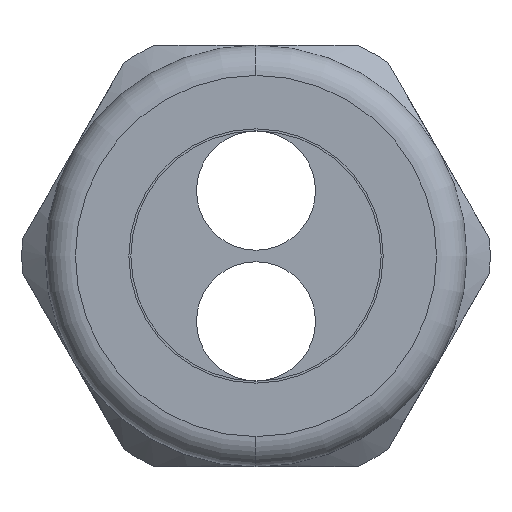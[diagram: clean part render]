
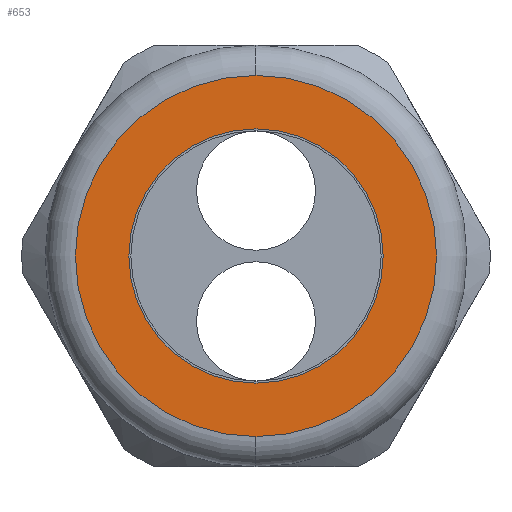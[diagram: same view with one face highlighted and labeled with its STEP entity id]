
A CAD part, left-side view. The second image highlights one B-rep face of the part: STEP entity #653.
In plain terms, the highlighted planar face has unit normal (-1, 0, 0).
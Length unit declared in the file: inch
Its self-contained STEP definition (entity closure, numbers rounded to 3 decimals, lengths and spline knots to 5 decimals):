
#334 = EDGE_LOOP ( 'NONE', ( #341, #1725 ) ) ;
#335 = ORIENTED_EDGE ( 'NONE', *, *, #1919, .T. ) ;
#338 = EDGE_CURVE ( 'NONE', #1907, #1915, #2332, .T. ) ;
#339 = ORIENTED_EDGE ( 'NONE', *, *, #338, .T. ) ;
#341 = ORIENTED_EDGE ( 'NONE', *, *, #1807, .T. ) ;
#343 = EDGE_LOOP ( 'NONE', ( #335, #339 ) ) ;
#653 = ADVANCED_FACE ( 'NONE', ( #2579, #2578 ), #2518, .T. ) ;
#1725 = ORIENTED_EDGE ( 'NONE', *, *, #1940, .T. ) ;
#1807 = EDGE_CURVE ( 'NONE', #1901, #1930, #4516, .T. ) ;
#1901 = VERTEX_POINT ( 'NONE', #4707 ) ;
#1907 = VERTEX_POINT ( 'NONE', #4753 ) ;
#1915 = VERTEX_POINT ( 'NONE', #4739 ) ;
#1919 = EDGE_CURVE ( 'NONE', #1915, #1907, #4728, .T. ) ;
#1930 = VERTEX_POINT ( 'NONE', #4764 ) ;
#1940 = EDGE_CURVE ( 'NONE', #1930, #1901, #4807, .T. ) ;
#2328 = DIRECTION ( 'NONE',  ( 0., 0., 1. ) ) ;
#2329 = DIRECTION ( 'NONE',  ( -1., 0., 0. ) ) ;
#2330 = CARTESIAN_POINT ( 'NONE',  ( -2.2, 0., 0. ) ) ;
#2331 = AXIS2_PLACEMENT_3D ( 'NONE', #2330, #2329, #2328 ) ;
#2332 = CIRCLE ( 'NONE', #2331, 0.895 ) ;
#2518 = PLANE ( 'NONE',  #2577 ) ;
#2574 = DIRECTION ( 'NONE',  ( 0., 0., 1. ) ) ;
#2575 = DIRECTION ( 'NONE',  ( -1., 0., 0. ) ) ;
#2576 = CARTESIAN_POINT ( 'NONE',  ( -2.2, 1.045, 0. ) ) ;
#2577 = AXIS2_PLACEMENT_3D ( 'NONE', #2576, #2575, #2574 ) ;
#2578 = FACE_BOUND ( 'NONE', #334, .T. ) ;
#2579 = FACE_OUTER_BOUND ( 'NONE', #343, .T. ) ;
#4512 = DIRECTION ( 'NONE',  ( 0., 0., -1. ) ) ;
#4513 = DIRECTION ( 'NONE',  ( 1., 0., 0. ) ) ;
#4514 = CARTESIAN_POINT ( 'NONE',  ( -2.2, 0., 0. ) ) ;
#4515 = AXIS2_PLACEMENT_3D ( 'NONE', #4514, #4513, #4512 ) ;
#4516 = CIRCLE ( 'NONE', #4515, 0.63 ) ;
#4707 = CARTESIAN_POINT ( 'NONE',  ( -2.2, 0., -0.63 ) ) ;
#4724 = DIRECTION ( 'NONE',  ( 0., 0., 1. ) ) ;
#4725 = DIRECTION ( 'NONE',  ( -1., 0., 0. ) ) ;
#4726 = CARTESIAN_POINT ( 'NONE',  ( -2.2, 0., 0. ) ) ;
#4727 = AXIS2_PLACEMENT_3D ( 'NONE', #4726, #4725, #4724 ) ;
#4728 = CIRCLE ( 'NONE', #4727, 0.895 ) ;
#4739 = CARTESIAN_POINT ( 'NONE',  ( -2.2, 0., 0.895 ) ) ;
#4753 = CARTESIAN_POINT ( 'NONE',  ( -2.2, 0., -0.895 ) ) ;
#4764 = CARTESIAN_POINT ( 'NONE',  ( -2.2, 0., 0.63 ) ) ;
#4803 = DIRECTION ( 'NONE',  ( 0., 0., -1. ) ) ;
#4804 = DIRECTION ( 'NONE',  ( 1., 0., 0. ) ) ;
#4805 = CARTESIAN_POINT ( 'NONE',  ( -2.2, 0., 0. ) ) ;
#4806 = AXIS2_PLACEMENT_3D ( 'NONE', #4805, #4804, #4803 ) ;
#4807 = CIRCLE ( 'NONE', #4806, 0.63 ) ;
